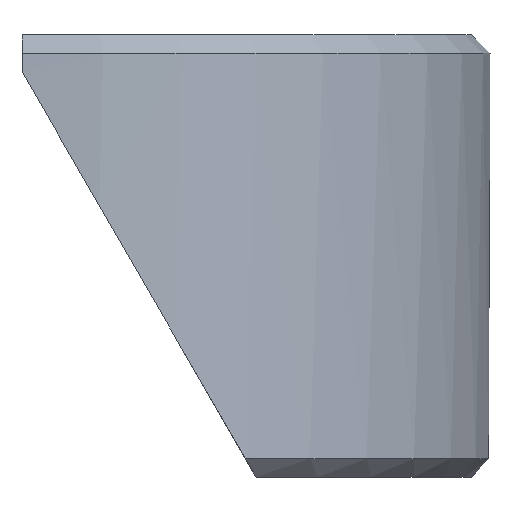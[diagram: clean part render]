
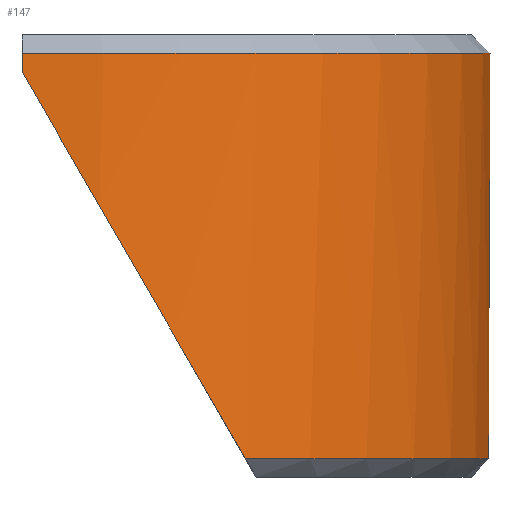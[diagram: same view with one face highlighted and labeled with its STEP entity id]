
A CAD part, left-side view. The second image highlights one B-rep face of the part: STEP entity #147.
In plain terms, the highlighted cylindrical face has radius 6.35 mm (diameter 12.7 mm), a partial arc.
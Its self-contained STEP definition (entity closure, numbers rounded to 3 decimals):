
#1 = CARTESIAN_POINT ( 'NONE',  ( 10.796, 10.891, 11.914 ) ) ;
#4 = CARTESIAN_POINT ( 'NONE',  ( 10.796, 10.891, 11.664 ) ) ;
#5 = CARTESIAN_POINT ( 'NONE',  ( -1.904, 10.891, 11.914 ) ) ;
#6 = CARTESIAN_POINT ( 'NONE',  ( 4.446, 10.891, 6.414 ) ) ;
#13 = VERTEX_POINT ( 'NONE', #102 ) ;
#17 = FACE_OUTER_BOUND ( 'NONE', #176, .T. ) ;
#22 = ORIENTED_EDGE ( 'NONE', *, *, #174, .T. ) ;
#32 = CIRCLE ( 'NONE', #166, 6.35 ) ;
#33 = CARTESIAN_POINT ( 'NONE',  ( -1.904, 10.891, 11.664 ) ) ;
#40 = VERTEX_POINT ( 'NONE', #1 ) ;
#41 =( BOUNDED_CURVE ( )  B_SPLINE_CURVE ( 3, ( #68, #211, #237, #4 ),
 .UNSPECIFIED., .F., .T. ) 
 B_SPLINE_CURVE_WITH_KNOTS ( ( 4, 4 ),
 ( 4.215, 4.712 ),
 .UNSPECIFIED. ) 
 CURVE ( )  GEOMETRIC_REPRESENTATION_ITEM ( )  RATIONAL_B_SPLINE_CURVE ( ( 1., 0.979, 0.979, 1. ) ) 
 REPRESENTATION_ITEM ( '' )  );
#43 = EDGE_CURVE ( 'NONE', #181, #232, #131, .T. ) ;
#48 = CARTESIAN_POINT ( 'NONE',  ( -1.134, 7.86, 6.414 ) ) ;
#49 = EDGE_CURVE ( 'NONE', #13, #205, #80, .T. ) ;
#56 = ORIENTED_EDGE ( 'NONE', *, *, #95, .T. ) ;
#59 = VERTEX_POINT ( 'NONE', #100 ) ;
#62 = VECTOR ( 'NONE', #188, 1000. ) ;
#68 = CARTESIAN_POINT ( 'NONE',  ( 10.026, 7.86, 6.414 ) ) ;
#72 = CARTESIAN_POINT ( 'NONE',  ( 10.026, 7.86, 6.414 ) ) ;
#80 = LINE ( 'NONE', #239, #136 ) ;
#84 = DIRECTION ( 'NONE',  ( 0., 0., -1. ) ) ;
#93 = CYLINDRICAL_SURFACE ( 'NONE', #253, 6.35 ) ;
#95 = EDGE_CURVE ( 'NONE', #232, #59, #41, .T. ) ;
#100 = CARTESIAN_POINT ( 'NONE',  ( 10.796, 10.891, 11.664 ) ) ;
#102 = CARTESIAN_POINT ( 'NONE',  ( -1.904, 10.891, 11.664 ) ) ;
#104 = DIRECTION ( 'NONE',  ( 1., 0., 0. ) ) ;
#105 = EDGE_CURVE ( 'NONE', #59, #40, #178, .T. ) ;
#111 = EDGE_CURVE ( 'NONE', #40, #205, #32, .T. ) ;
#120 = CARTESIAN_POINT ( 'NONE',  ( 10.796, 10.891, 6.164 ) ) ;
#121 = ORIENTED_EDGE ( 'NONE', *, *, #111, .T. ) ;
#122 = DIRECTION ( 'NONE',  ( 0., 0., 1. ) ) ;
#124 = CARTESIAN_POINT ( 'NONE',  ( -1.904, 9.827, 9.821 ) ) ;
#131 = CIRCLE ( 'NONE', #160, 6.35 ) ;
#136 = VECTOR ( 'NONE', #122, 1000. ) ;
#145 = ORIENTED_EDGE ( 'NONE', *, *, #43, .T. ) ;
#146 = CARTESIAN_POINT ( 'NONE',  ( 4.446, 10.891, 6.164 ) ) ;
#147 = ADVANCED_FACE ( 'NONE', ( #17 ), #93, .T. ) ;
#160 = AXIS2_PLACEMENT_3D ( 'NONE', #6, #163, #209 ) ;
#163 = DIRECTION ( 'NONE',  ( 0., 0., 1. ) ) ;
#166 = AXIS2_PLACEMENT_3D ( 'NONE', #217, #84, #259 ) ;
#168 =( BOUNDED_CURVE ( )  B_SPLINE_CURVE ( 3, ( #33, #124, #218, #244 ),
 .UNSPECIFIED., .F., .F. ) 
 B_SPLINE_CURVE_WITH_KNOTS ( ( 4, 4 ),
 ( 1.571, 2.068 ),
 .UNSPECIFIED. ) 
 CURVE ( )  GEOMETRIC_REPRESENTATION_ITEM ( )  RATIONAL_B_SPLINE_CURVE ( ( 1., 0.979, 0.979, 1. ) ) 
 REPRESENTATION_ITEM ( '' )  );
#169 = DIRECTION ( 'NONE',  ( 0., 0., 1. ) ) ;
#174 = EDGE_CURVE ( 'NONE', #13, #181, #168, .T. ) ;
#176 = EDGE_LOOP ( 'NONE', ( #22, #145, #56, #220, #121, #229 ) ) ;
#178 = LINE ( 'NONE', #120, #62 ) ;
#181 = VERTEX_POINT ( 'NONE', #48 ) ;
#188 = DIRECTION ( 'NONE',  ( 0., 0., 1. ) ) ;
#205 = VERTEX_POINT ( 'NONE', #5 ) ;
#209 = DIRECTION ( 'NONE',  ( 1., 0., 0. ) ) ;
#211 = CARTESIAN_POINT ( 'NONE',  ( 10.534, 8.796, 8.034 ) ) ;
#217 = CARTESIAN_POINT ( 'NONE',  ( 4.446, 10.891, 11.914 ) ) ;
#218 = CARTESIAN_POINT ( 'NONE',  ( -1.642, 8.796, 8.034 ) ) ;
#220 = ORIENTED_EDGE ( 'NONE', *, *, #105, .T. ) ;
#229 = ORIENTED_EDGE ( 'NONE', *, *, #49, .F. ) ;
#232 = VERTEX_POINT ( 'NONE', #72 ) ;
#237 = CARTESIAN_POINT ( 'NONE',  ( 10.796, 9.827, 9.821 ) ) ;
#239 = CARTESIAN_POINT ( 'NONE',  ( -1.904, 10.891, 6.164 ) ) ;
#244 = CARTESIAN_POINT ( 'NONE',  ( -1.134, 7.86, 6.414 ) ) ;
#253 = AXIS2_PLACEMENT_3D ( 'NONE', #146, #169, #104 ) ;
#259 = DIRECTION ( 'NONE',  ( -1., 0., 0. ) ) ;
